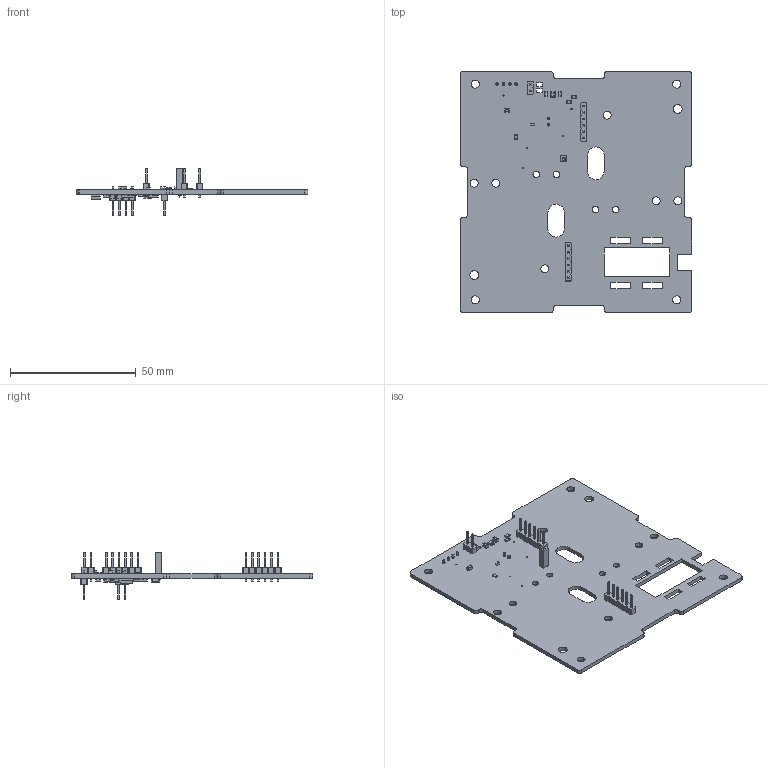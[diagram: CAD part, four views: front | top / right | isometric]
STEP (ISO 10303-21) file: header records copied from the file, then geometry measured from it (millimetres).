
FILE_DESCRIPTION(('KiCad electronic assembly'),'2;1');
FILE_NAME('Sanket.step','2025-08-06T00:45:25',('Pcbnew'),('Kicad'), 'Open CASCADE STEP processor 7.8','KiCad to STEP converter','Unknown' );
FILE_SCHEMA(('AUTOMOTIVE_DESIGN { 1 0 10303 214 1 1 1 1 }'));
Length unit declared in the file: millimetre
Products named in the file (28): Sanket 1; PinSocket_1x01_P2.54mm_Vertical; PinHeader_1x06_P2.54mm_Vertical; PinHeader_1x06_P254mm_Vertical; R_0805_2012Metric; C_0603_1608Metric; C_0805_2012Metric; PinHeader_1x02_P2.54mm_Vertical; PinHeader_1x02_P254mm_Vertical; SOT-353_SC-70-5; SOT_353_SC_70_5; WSON-6-1EP_2x2mm_P0.65mm_EP1x1.6mm; WSON_6_1EP_2x2mm_P065mm_EP1x16mm; SOT-223_DIO; part; C_1206_3216Metric; D_SMB; PinHeader_1x04_P2.54mm_Vertical; PinHeader_1x04_P254mm_Vertical; HVSSOP-10-1EP_3x3mm_P0.5mm_EP1.57x1.88mm; DGQ0010D_ASM; sanket_PCB
Assembly tree (53 placements, depth 3):
  Sanket 1
    PinSocket_1x01_P2.54mm_Vertical
      PinSocket_1x01_P2.54mm_Vertical
    PinHeader_1x06_P2.54mm_Vertical  x2
      PinHeader_1x06_P254mm_Vertical
    R_0805_2012Metric  x8
      R_0805_2012Metric
    C_0603_1608Metric
      C_0603_1608Metric
    C_0805_2012Metric  x17
      C_0805_2012Metric
    PinHeader_1x02_P2.54mm_Vertical  x2
      PinHeader_1x02_P254mm_Vertical
    SOT-353_SC-70-5
      SOT_353_SC_70_5
    WSON-6-1EP_2x2mm_P0.65mm_EP1x1.6mm
      WSON_6_1EP_2x2mm_P065mm_EP1x16mm
    SOT-223_DIO
      part
    C_1206_3216Metric  x2
      C_1206_3216Metric
    D_SMB
      D_SMB
    PinHeader_1x04_P2.54mm_Vertical
      PinHeader_1x04_P254mm_Vertical
    HVSSOP-10-1EP_3x3mm_P0.5mm_EP1.57x1.88mm
      DGQ0010D_ASM
    sanket_PCB
Bounding box: 92 x 95.89 x 18.78 mm (x, y, z)
Volume: 13200.6 mm3; surface area: 18880.4 mm2
Topology: 56 solids, 56 shells, 1974 faces, 5019 edges, 3244 vertices
Faces by surface type: plane 1431, cylinder 496, bspline 39, sphere 8
Full cylindrical faces by diameter (mm): 0.178 x1, 0.25 x1, 0.5 x5, 1 x21, 2.6 x4, 3.1 x4, 3.2 x6, 3.57 x2
Entity records: 39467 total; most frequent: CARTESIAN_POINT 6437, ORIENTED_EDGE 5686, DIRECTION 5474, EDGE_CURVE 2843, LINE 2300, VECTOR 2300, VERTEX_POINT 1824, AXIS2_PLACEMENT_3D 1587
